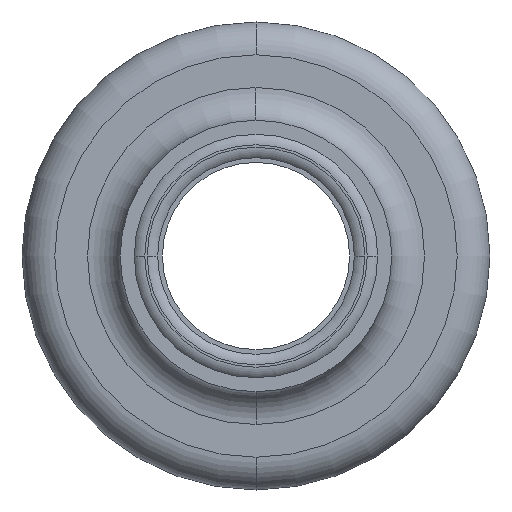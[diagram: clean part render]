
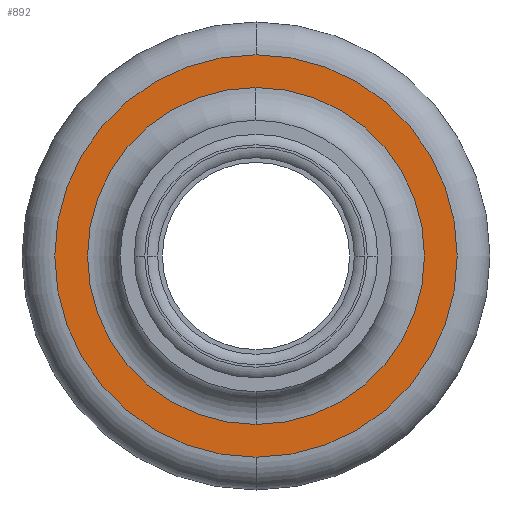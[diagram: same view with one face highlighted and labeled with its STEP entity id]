
A CAD part, front view. The second image highlights one B-rep face of the part: STEP entity #892.
In plain terms, the highlighted planar face has unit normal (0, -1, 0).
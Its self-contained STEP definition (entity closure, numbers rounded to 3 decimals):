
#12 = VERTEX_POINT ( 'NONE', #1586 ) ;
#50 = AXIS2_PLACEMENT_3D ( 'NONE', #198, #1213, #1221 ) ;
#69 = VERTEX_POINT ( 'NONE', #1463 ) ;
#72 = CIRCLE ( 'NONE', #1258, 2.15 ) ;
#87 = PLANE ( 'NONE',  #50 ) ;
#97 = CARTESIAN_POINT ( 'NONE',  ( 0., 32., -1.35 ) ) ;
#147 = EDGE_LOOP ( 'NONE', ( #1449, #497 ) ) ;
#171 = DIRECTION ( 'NONE',  ( 0., 1., 0. ) ) ;
#176 = DIRECTION ( 'NONE',  ( 0., 0., 1. ) ) ;
#197 = CIRCLE ( 'NONE', #543, 2.15 ) ;
#198 = CARTESIAN_POINT ( 'NONE',  ( 0., 32., -1.35 ) ) ;
#209 = CARTESIAN_POINT ( 'NONE',  ( 0., 32., -1.35 ) ) ;
#299 = CARTESIAN_POINT ( 'NONE',  ( 0., 32., 0.45 ) ) ;
#325 = VERTEX_POINT ( 'NONE', #299 ) ;
#352 = DIRECTION ( 'NONE',  ( 0., -1., 0. ) ) ;
#428 = EDGE_CURVE ( 'NONE', #69, #325, #1248, .T. ) ;
#441 = EDGE_CURVE ( 'NONE', #798, #12, #197, .T. ) ;
#497 = ORIENTED_EDGE ( 'NONE', *, *, #441, .T. ) ;
#528 = ORIENTED_EDGE ( 'NONE', *, *, #1301, .F. ) ;
#543 = AXIS2_PLACEMENT_3D ( 'NONE', #97, #352, #832 ) ;
#587 = DIRECTION ( 'NONE',  ( 0., -1., 0. ) ) ;
#659 = AXIS2_PLACEMENT_3D ( 'NONE', #209, #587, #699 ) ;
#678 = DIRECTION ( 'NONE',  ( 0., 0., -1. ) ) ;
#699 = DIRECTION ( 'NONE',  ( 0., 0., -1. ) ) ;
#765 = CARTESIAN_POINT ( 'NONE',  ( 0., 32., -3.5 ) ) ;
#798 = VERTEX_POINT ( 'NONE', #765 ) ;
#832 = DIRECTION ( 'NONE',  ( 0., 0., -1. ) ) ;
#892 = ADVANCED_FACE ( 'NONE', ( #939, #1077 ), #87, .F. ) ;
#906 = CARTESIAN_POINT ( 'NONE',  ( 0., 32., -1.35 ) ) ;
#939 = FACE_BOUND ( 'NONE', #1508, .T. ) ;
#1057 = CARTESIAN_POINT ( 'NONE',  ( 0., 32., -1.35 ) ) ;
#1077 = FACE_OUTER_BOUND ( 'NONE', #147, .T. ) ;
#1213 = DIRECTION ( 'NONE',  ( 0., 1., 0. ) ) ;
#1221 = DIRECTION ( 'NONE',  ( 0., 0., -1. ) ) ;
#1234 = EDGE_CURVE ( 'NONE', #798, #12, #72, .T. ) ;
#1248 = CIRCLE ( 'NONE', #659, 1.8 ) ;
#1258 = AXIS2_PLACEMENT_3D ( 'NONE', #1057, #171, #678 ) ;
#1301 = EDGE_CURVE ( 'NONE', #325, #69, #1542, .T. ) ;
#1359 = AXIS2_PLACEMENT_3D ( 'NONE', #906, #1554, #176 ) ;
#1449 = ORIENTED_EDGE ( 'NONE', *, *, #1234, .F. ) ;
#1463 = CARTESIAN_POINT ( 'NONE',  ( 0., 32., -3.15 ) ) ;
#1508 = EDGE_LOOP ( 'NONE', ( #528, #1560 ) ) ;
#1542 = CIRCLE ( 'NONE', #1359, 1.8 ) ;
#1554 = DIRECTION ( 'NONE',  ( 0., -1., 0. ) ) ;
#1560 = ORIENTED_EDGE ( 'NONE', *, *, #428, .F. ) ;
#1586 = CARTESIAN_POINT ( 'NONE',  ( 0., 32., 0.8 ) ) ;
